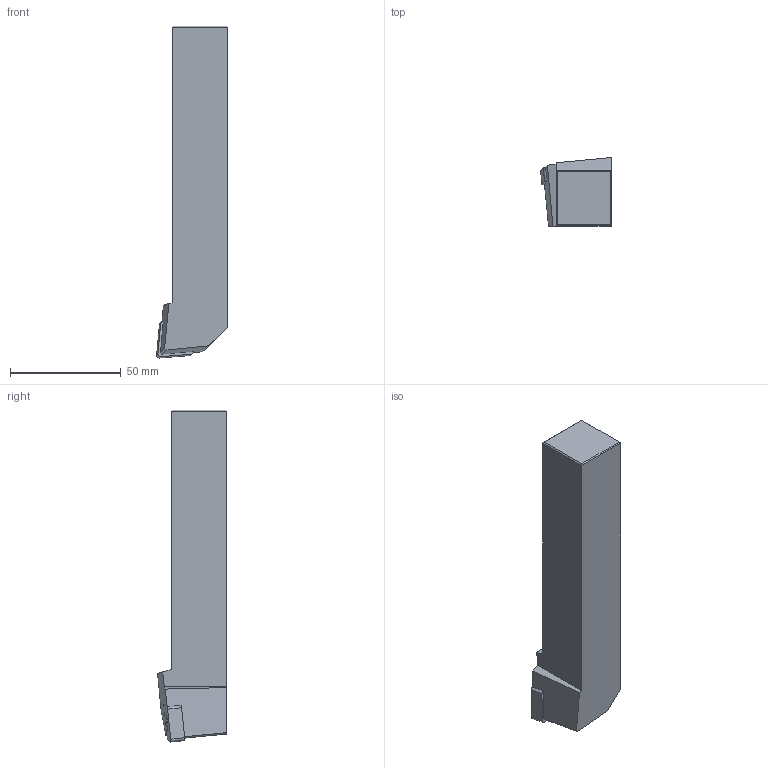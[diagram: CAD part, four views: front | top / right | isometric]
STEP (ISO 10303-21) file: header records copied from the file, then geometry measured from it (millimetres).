
FILE_DESCRIPTION((''),'2;1');
FILE_NAME('70508125_ASM','2018-08-28T11:08:18',('piechottad'),(''),'CREO PARAMETRIC BY PTC INC, 2017380','CREO PARAMETRIC BY PTC INC, 2017380','');
FILE_SCHEMA(('AUTOMOTIVE_DESIGN { 1 0 10303 214 1 1 1 1 }'));
Length unit declared in the file: millimetre
Products named in the file (3): 70508125NC; 70508125C; 70508125_ASM
Assembly tree (2 placements, depth 2):
  70508125_ASM
    70508125NC
    70508125C
Bounding box: 31.94 x 31.12 x 149.95 mm (x, y, z)
Volume: 94750.8 mm3; surface area: 17260.4 mm2
Topology: 2 solids, 2 shells, 35 faces, 95 edges, 64 vertices
Faces by surface type: plane 25, cylinder 6, torus 2, cone 2
Entity records: 2695 total; most frequent: DIRECTION 267, CARTESIAN_POINT 237, ORIENTED_EDGE 170, PROPERTY_DEFINITION 163, REPRESENTATION 161, PROPERTY_DEFINITION_REPRESENTATION 161, PRESENTATION_STYLE_ASSIGNMENT 137, STYLED_ITEM 137
